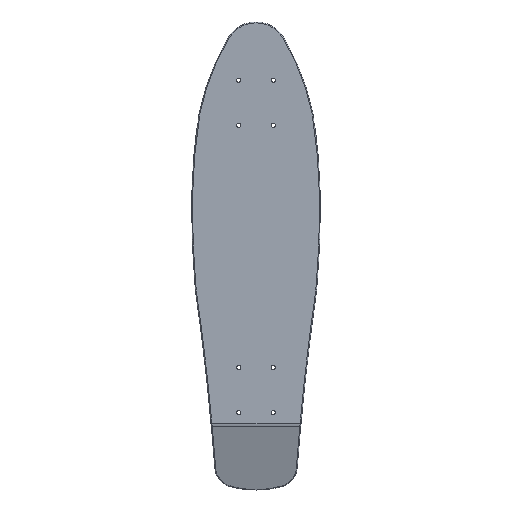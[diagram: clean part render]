
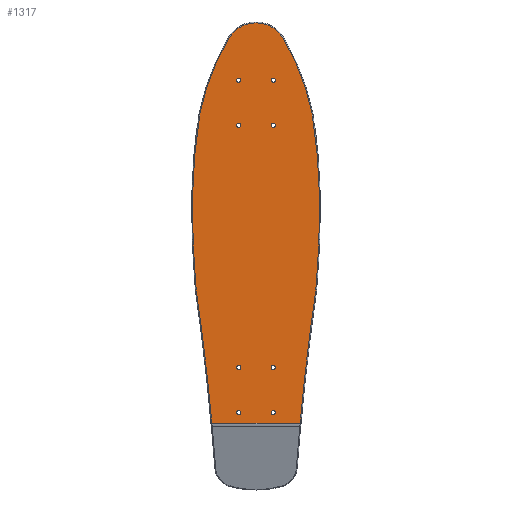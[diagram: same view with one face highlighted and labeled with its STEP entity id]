
A CAD part, front view. The second image highlights one B-rep face of the part: STEP entity #1317.
In plain terms, the highlighted planar face has unit normal (0, -1, 0).
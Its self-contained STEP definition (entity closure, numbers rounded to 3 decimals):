
#24=FACE_BOUND('',#335,.T.);
#25=FACE_BOUND('',#336,.T.);
#26=FACE_BOUND('',#337,.T.);
#27=FACE_BOUND('',#338,.T.);
#28=FACE_BOUND('',#339,.T.);
#29=FACE_BOUND('',#340,.T.);
#30=FACE_BOUND('',#341,.T.);
#31=FACE_BOUND('',#342,.T.);
#69=PLANE('',#1477);
#104=LINE('',#2294,#143);
#143=VECTOR('',#1626,10.);
#247=FACE_OUTER_BOUND('',#334,.T.);
#334=EDGE_LOOP('',(#1021,#1022,#1023,#1024,#1025,#1026,#1027,#1028,#1029,
#1030,#1031));
#335=EDGE_LOOP('',(#1032));
#336=EDGE_LOOP('',(#1033));
#337=EDGE_LOOP('',(#1034));
#338=EDGE_LOOP('',(#1035));
#339=EDGE_LOOP('',(#1036));
#340=EDGE_LOOP('',(#1037));
#341=EDGE_LOOP('',(#1038));
#342=EDGE_LOOP('',(#1039));
#461=CIRCLE('',#1438,3063.584);
#463=CIRCLE('',#1441,3162.749);
#467=CIRCLE('',#1446,719.734);
#468=CIRCLE('',#1448,294.952);
#473=CIRCLE('',#1454,37.808);
#476=CIRCLE('',#1458,37.808);
#478=CIRCLE('',#1461,294.952);
#479=CIRCLE('',#1463,719.734);
#483=CIRCLE('',#1468,3162.749);
#484=CIRCLE('',#1470,3063.584);
#486=CIRCLE('',#1478,2.5);
#487=CIRCLE('',#1479,2.5);
#488=CIRCLE('',#1480,2.5);
#489=CIRCLE('',#1481,2.5);
#490=CIRCLE('',#1482,2.5);
#491=CIRCLE('',#1483,2.5);
#492=CIRCLE('',#1484,2.5);
#493=CIRCLE('',#1485,2.5);
#556=VERTEX_POINT('',#2252);
#559=VERTEX_POINT('',#2281);
#585=VERTEX_POINT('',#2638);
#587=VERTEX_POINT('',#2655);
#590=VERTEX_POINT('',#2663);
#591=VERTEX_POINT('',#2678);
#593=VERTEX_POINT('',#2684);
#595=VERTEX_POINT('',#2690);
#598=VERTEX_POINT('',#2698);
#599=VERTEX_POINT('',#2713);
#601=VERTEX_POINT('',#2720);
#606=VERTEX_POINT('',#2926);
#607=VERTEX_POINT('',#2928);
#608=VERTEX_POINT('',#2930);
#609=VERTEX_POINT('',#2932);
#610=VERTEX_POINT('',#2934);
#611=VERTEX_POINT('',#2936);
#612=VERTEX_POINT('',#2938);
#613=VERTEX_POINT('',#2940);
#691=EDGE_CURVE('',#556,#559,#104,.T.);
#726=EDGE_CURVE('',#559,#585,#461,.T.);
#729=EDGE_CURVE('',#585,#587,#463,.T.);
#733=EDGE_CURVE('',#587,#590,#467,.T.);
#735=EDGE_CURVE('',#590,#591,#468,.T.);
#740=EDGE_CURVE('',#591,#593,#473,.T.);
#743=EDGE_CURVE('',#593,#595,#476,.T.);
#745=EDGE_CURVE('',#595,#598,#478,.T.);
#747=EDGE_CURVE('',#598,#599,#479,.T.);
#751=EDGE_CURVE('',#599,#601,#483,.T.);
#753=EDGE_CURVE('',#601,#556,#484,.T.);
#763=EDGE_CURVE('',#606,#606,#486,.T.);
#764=EDGE_CURVE('',#607,#607,#487,.T.);
#765=EDGE_CURVE('',#608,#608,#488,.T.);
#766=EDGE_CURVE('',#609,#609,#489,.T.);
#767=EDGE_CURVE('',#610,#610,#490,.T.);
#768=EDGE_CURVE('',#611,#611,#491,.T.);
#769=EDGE_CURVE('',#612,#612,#492,.T.);
#770=EDGE_CURVE('',#613,#613,#493,.T.);
#1021=ORIENTED_EDGE('',*,*,#691,.F.);
#1022=ORIENTED_EDGE('',*,*,#753,.F.);
#1023=ORIENTED_EDGE('',*,*,#751,.F.);
#1024=ORIENTED_EDGE('',*,*,#747,.F.);
#1025=ORIENTED_EDGE('',*,*,#745,.F.);
#1026=ORIENTED_EDGE('',*,*,#743,.F.);
#1027=ORIENTED_EDGE('',*,*,#740,.F.);
#1028=ORIENTED_EDGE('',*,*,#735,.F.);
#1029=ORIENTED_EDGE('',*,*,#733,.F.);
#1030=ORIENTED_EDGE('',*,*,#729,.F.);
#1031=ORIENTED_EDGE('',*,*,#726,.F.);
#1032=ORIENTED_EDGE('',*,*,#763,.T.);
#1033=ORIENTED_EDGE('',*,*,#764,.T.);
#1034=ORIENTED_EDGE('',*,*,#765,.T.);
#1035=ORIENTED_EDGE('',*,*,#766,.T.);
#1036=ORIENTED_EDGE('',*,*,#767,.T.);
#1037=ORIENTED_EDGE('',*,*,#768,.T.);
#1038=ORIENTED_EDGE('',*,*,#769,.T.);
#1039=ORIENTED_EDGE('',*,*,#770,.T.);
#1317=ADVANCED_FACE('',(#247,#24,#25,#26,#27,#28,#29,#30,#31),#69,.F.);
#1438=AXIS2_PLACEMENT_3D('',#2639,#1689,#1690);
#1441=AXIS2_PLACEMENT_3D('',#2656,#1695,#1696);
#1446=AXIS2_PLACEMENT_3D('',#2664,#1705,#1706);
#1448=AXIS2_PLACEMENT_3D('',#2679,#1709,#1710);
#1454=AXIS2_PLACEMENT_3D('',#2688,#1721,#1722);
#1458=AXIS2_PLACEMENT_3D('',#2694,#1729,#1730);
#1461=AXIS2_PLACEMENT_3D('',#2699,#1735,#1736);
#1463=AXIS2_PLACEMENT_3D('',#2714,#1739,#1740);
#1468=AXIS2_PLACEMENT_3D('',#2721,#1749,#1750);
#1470=AXIS2_PLACEMENT_3D('',#2735,#1753,#1754);
#1477=AXIS2_PLACEMENT_3D('',#2925,#1767,#1768);
#1478=AXIS2_PLACEMENT_3D('',#2927,#1769,#1770);
#1479=AXIS2_PLACEMENT_3D('',#2929,#1771,#1772);
#1480=AXIS2_PLACEMENT_3D('',#2931,#1773,#1774);
#1481=AXIS2_PLACEMENT_3D('',#2933,#1775,#1776);
#1482=AXIS2_PLACEMENT_3D('',#2935,#1777,#1778);
#1483=AXIS2_PLACEMENT_3D('',#2937,#1779,#1780);
#1484=AXIS2_PLACEMENT_3D('',#2939,#1781,#1782);
#1485=AXIS2_PLACEMENT_3D('',#2941,#1783,#1784);
#1626=DIRECTION('',(-1.,0.,0.));
#1689=DIRECTION('center_axis',(0.,-1.,0.));
#1690=DIRECTION('ref_axis',(0.993,0.,0.117));
#1695=DIRECTION('center_axis',(0.,1.,0.));
#1696=DIRECTION('ref_axis',(-0.998,0.,-0.06));
#1705=DIRECTION('center_axis',(0.,1.,0.));
#1706=DIRECTION('ref_axis',(-0.999,0.,0.054));
#1709=DIRECTION('center_axis',(0.,1.,0.));
#1710=DIRECTION('ref_axis',(-0.934,0.,0.356));
#1721=DIRECTION('center_axis',(0.,1.,0.));
#1722=DIRECTION('ref_axis',(-0.498,0.,0.867));
#1729=DIRECTION('center_axis',(0.,1.,0.));
#1730=DIRECTION('ref_axis',(0.498,0.,0.867));
#1735=DIRECTION('center_axis',(0.,1.,0.));
#1736=DIRECTION('ref_axis',(0.934,0.,0.356));
#1739=DIRECTION('center_axis',(0.,1.,0.));
#1740=DIRECTION('ref_axis',(0.999,0.,0.054));
#1749=DIRECTION('center_axis',(0.,1.,0.));
#1750=DIRECTION('ref_axis',(0.998,0.,-0.06));
#1753=DIRECTION('center_axis',(0.,-1.,0.));
#1754=DIRECTION('ref_axis',(-0.993,0.,0.117));
#1767=DIRECTION('center_axis',(0.,1.,0.));
#1768=DIRECTION('ref_axis',(0.,0.,1.));
#1769=DIRECTION('center_axis',(0.,1.,0.));
#1770=DIRECTION('ref_axis',(-1.,0.,0.));
#1771=DIRECTION('center_axis',(0.,1.,0.));
#1772=DIRECTION('ref_axis',(-1.,0.,0.));
#1773=DIRECTION('center_axis',(0.,1.,0.));
#1774=DIRECTION('ref_axis',(-1.,0.,0.));
#1775=DIRECTION('center_axis',(0.,1.,0.));
#1776=DIRECTION('ref_axis',(-1.,0.,0.));
#1777=DIRECTION('center_axis',(0.,1.,0.));
#1778=DIRECTION('ref_axis',(-1.,0.,0.));
#1779=DIRECTION('center_axis',(0.,1.,0.));
#1780=DIRECTION('ref_axis',(-1.,0.,0.));
#1781=DIRECTION('center_axis',(0.,1.,0.));
#1782=DIRECTION('ref_axis',(-1.,0.,0.));
#1783=DIRECTION('center_axis',(0.,1.,0.));
#1784=DIRECTION('ref_axis',(-1.,0.,0.));
#2252=CARTESIAN_POINT('',(52.266,0.,-190.416));
#2281=CARTESIAN_POINT('',(-53.049,0.,-190.416));
#2294=CARTESIAN_POINT('',(37.304,0.,-190.416));
#2638=CARTESIAN_POINT('',(-71.949,0.,-30.287));
#2639=CARTESIAN_POINT('Origin',(-3103.91,0.,-469.329));
#2655=CARTESIAN_POINT('',(-75.492,0.,28.328));
#2656=CARTESIAN_POINT('Origin',(3083.131,0.,189.83));
#2663=CARTESIAN_POINT('',(-67.412,0.,178.665));
#2664=CARTESIAN_POINT('Origin',(643.303,0.,65.081));
#2678=CARTESIAN_POINT('',(-33.036,0.,268.747));
#2679=CARTESIAN_POINT('Origin',(221.639,0.,119.962));
#2684=CARTESIAN_POINT('',(-0.392,0.,287.483));
#2688=CARTESIAN_POINT('Origin',(-0.391,0.,249.675));
#2690=CARTESIAN_POINT('',(32.253,0.,268.747));
#2694=CARTESIAN_POINT('Origin',(-0.392,0.,249.675));
#2698=CARTESIAN_POINT('',(66.629,0.,178.665));
#2699=CARTESIAN_POINT('Origin',(-222.422,0.,119.962));
#2713=CARTESIAN_POINT('',(74.709,0.,28.328));
#2714=CARTESIAN_POINT('Origin',(-644.086,0.,65.081));
#2720=CARTESIAN_POINT('',(71.166,0.,-30.287));
#2721=CARTESIAN_POINT('Origin',(-3083.914,0.,189.83));
#2735=CARTESIAN_POINT('Origin',(3103.127,0.,-469.329));
#2925=CARTESIAN_POINT('Origin',(-0.392,0.,9.083));
#2926=CARTESIAN_POINT('',(-18.529,0.,219.075));
#2927=CARTESIAN_POINT('Origin',(-21.029,0.,219.075));
#2928=CARTESIAN_POINT('',(22.746,0.,219.075));
#2929=CARTESIAN_POINT('Origin',(20.246,0.,219.075));
#2930=CARTESIAN_POINT('',(-18.529,0.,165.1));
#2931=CARTESIAN_POINT('Origin',(-21.029,0.,165.1));
#2932=CARTESIAN_POINT('',(22.746,0.,165.1));
#2933=CARTESIAN_POINT('Origin',(20.246,0.,165.1));
#2934=CARTESIAN_POINT('',(-18.529,0.,-123.952));
#2935=CARTESIAN_POINT('Origin',(-21.029,0.,-123.952));
#2936=CARTESIAN_POINT('',(22.746,0.,-123.952));
#2937=CARTESIAN_POINT('Origin',(20.246,0.,-123.952));
#2938=CARTESIAN_POINT('',(-18.529,0.,-177.927));
#2939=CARTESIAN_POINT('Origin',(-21.029,0.,-177.927));
#2940=CARTESIAN_POINT('',(22.746,0.,-177.927));
#2941=CARTESIAN_POINT('Origin',(20.246,0.,-177.927));
